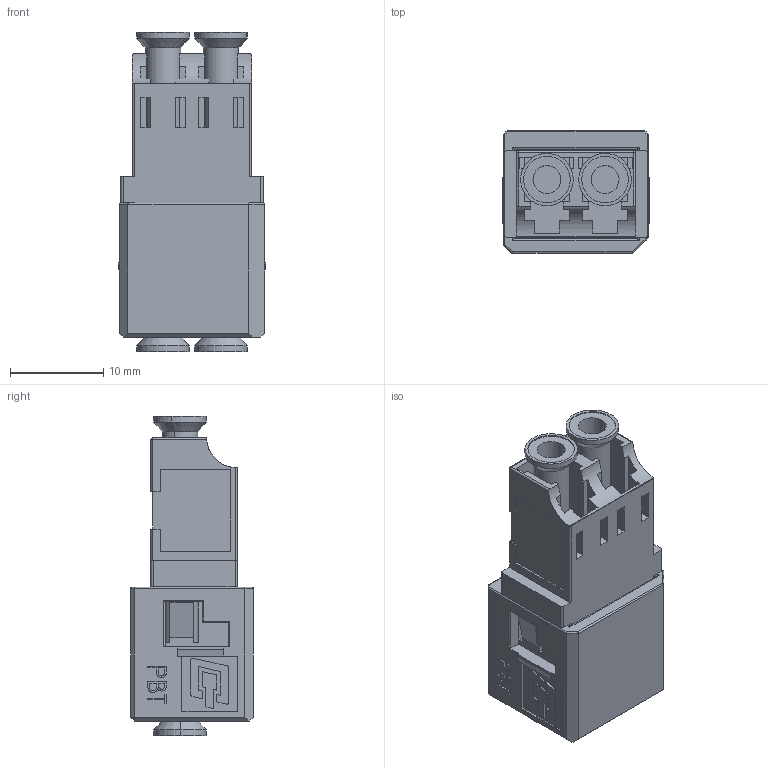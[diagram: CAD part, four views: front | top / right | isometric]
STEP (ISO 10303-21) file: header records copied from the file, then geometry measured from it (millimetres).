
FILE_DESCRIPTION (( 'STEP AP214' ), '1' );
FILE_NAME ('F80074A0001H50.STEP', '2015-02-04T07:44:14', ( '' ), ( '' ), 'SwSTEP 2.0', 'SolidWorks 2014', '' );
FILE_SCHEMA (( 'AUTOMOTIVE_DESIGN' ));
Length unit declared in the file: millimetre
Products named in the file (6): J08071A0009; B00010A0020; B01030A0024; J08071A0009H1_ohne TG-Logo; B80041A0085; F80074A0001H50
Assembly tree (9 placements, depth 3):
  F80074A0001H50
    B80041A0085
    J08071A0009
      J08071A0009H1_ohne TG-Logo
      B01030A0024  x2
      B00010A0020  x4
Bounding box: 15.9 x 13.19 x 34.3 mm (x, y, z)
Volume: 2753.6 mm3; surface area: 6298 mm2
Topology: 8 solids, 8 shells, 579 faces, 1487 edges, 940 vertices
Faces by surface type: plane 328, cylinder 166, torus 48, cone 16, bspline 15, sphere 6
Entity records: 15430 total; most frequent: CARTESIAN_POINT 3521, ORIENTED_EDGE 2476, DIRECTION 2350, EDGE_CURVE 1238, LINE 952, VECTOR 952, VERTEX_POINT 790, AXIS2_PLACEMENT_3D 699
